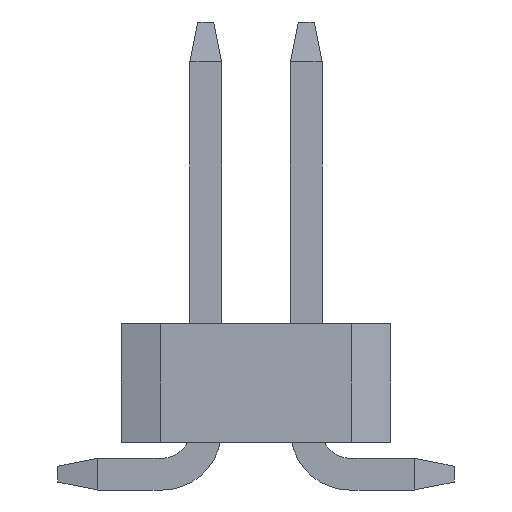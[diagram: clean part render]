
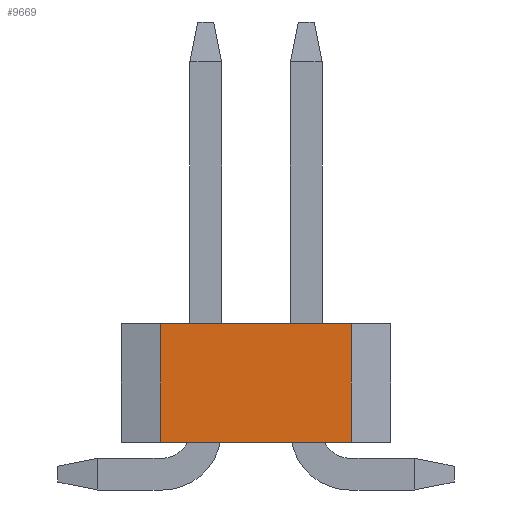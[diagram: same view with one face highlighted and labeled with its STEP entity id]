
A CAD part, front view. The second image highlights one B-rep face of the part: STEP entity #9669.
In plain terms, the highlighted face is planar.
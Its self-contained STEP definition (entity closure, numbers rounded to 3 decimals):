
#556=ORIENTED_EDGE('',*,*,#2453,.F.);
#557=ORIENTED_EDGE('',*,*,#2380,.T.);
#558=ORIENTED_EDGE('',*,*,#2454,.T.);
#559=ORIENTED_EDGE('',*,*,#2428,.F.);
#2380=EDGE_CURVE('',#3319,#3318,#4000,.T.);
#2428=EDGE_CURVE('',#3360,#3361,#4048,.T.);
#2453=EDGE_CURVE('',#3319,#3360,#4073,.T.);
#2454=EDGE_CURVE('',#3318,#3361,#4074,.T.);
#3318=VERTEX_POINT('',#12839);
#3319=VERTEX_POINT('',#12841);
#3360=VERTEX_POINT('',#12944);
#3361=VERTEX_POINT('',#12945);
#4000=LINE('',#12840,#4944);
#4048=LINE('',#12943,#4992);
#4073=LINE('',#12980,#5017);
#4074=LINE('',#12981,#5018);
#4944=VECTOR('',#10848,1000.);
#4992=VECTOR('',#10924,1000.);
#5017=VECTOR('',#10965,1000.);
#5018=VECTOR('',#10966,1000.);
#5707=EDGE_LOOP('',(#556,#557,#558,#559));
#6117=FACE_BOUND('',#5707,.T.);
#6527=PLANE('',#10072);
#9669=ADVANCED_FACE('',(#6117),#6527,.T.);
#10072=AXIS2_PLACEMENT_3D('',#12979,#10963,#10964);
#10848=DIRECTION('',(0.,0.,1.));
#10924=DIRECTION('',(0.,0.,1.));
#10963=DIRECTION('',(-1.,0.,0.));
#10964=DIRECTION('',(0.,0.,1.));
#10965=DIRECTION('',(0.,1.,0.));
#10966=DIRECTION('',(0.,1.,0.));
#12839=CARTESIAN_POINT('',(-4.445,-1.2,0.75));
#12840=CARTESIAN_POINT('',(-4.445,-1.2,-9.024));
#12841=CARTESIAN_POINT('',(-4.445,-1.2,-0.75));
#12943=CARTESIAN_POINT('',(-4.445,1.2,-9.024));
#12944=CARTESIAN_POINT('',(-4.445,1.2,-0.75));
#12945=CARTESIAN_POINT('',(-4.445,1.2,0.75));
#12979=CARTESIAN_POINT('',(-4.445,-1.7,-0.75));
#12980=CARTESIAN_POINT('',(-4.445,-1.7,-0.75));
#12981=CARTESIAN_POINT('',(-4.445,-1.7,0.75));
